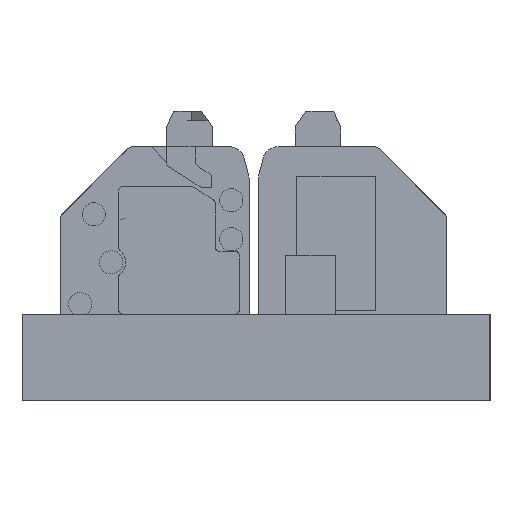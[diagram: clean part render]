
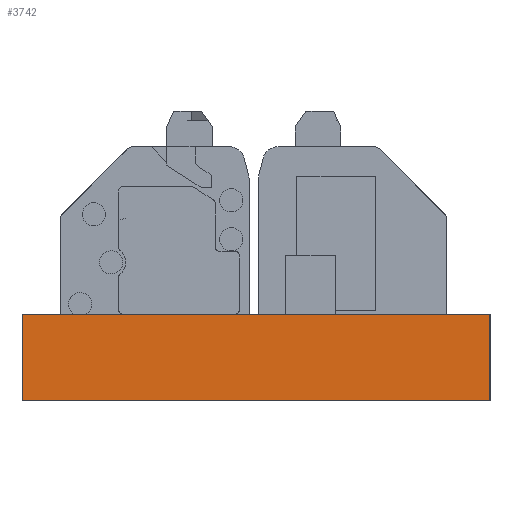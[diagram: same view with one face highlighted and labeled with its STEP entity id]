
A CAD part, left-side view. The second image highlights one B-rep face of the part: STEP entity #3742.
In plain terms, the highlighted planar face has unit normal (-1, 0, 0).
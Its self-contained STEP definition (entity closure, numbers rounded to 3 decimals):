
#3742=ADVANCED_FACE('',(#8191),#6322,.F.);
#6322=PLANE('',#51622);
#8191=FACE_OUTER_BOUND('',#10742,.T.);
#10742=EDGE_LOOP('',(#13657,#13658,#13659,#13660));
#13657=ORIENTED_EDGE('',*,*,#32899,.T.);
#13658=ORIENTED_EDGE('',*,*,#32900,.T.);
#13659=ORIENTED_EDGE('',*,*,#32901,.F.);
#13660=ORIENTED_EDGE('',*,*,#32902,.F.);
#28041=VERTEX_POINT('',#69943);
#28042=VERTEX_POINT('',#69944);
#28043=VERTEX_POINT('',#69946);
#28044=VERTEX_POINT('',#69948);
#32899=EDGE_CURVE('',#28041,#28042,#40124,.T.);
#32900=EDGE_CURVE('',#28042,#28043,#40125,.T.);
#32901=EDGE_CURVE('',#28044,#28043,#40126,.T.);
#32902=EDGE_CURVE('',#28041,#28044,#40127,.T.);
#40124=LINE('',#69942,#45928);
#40125=LINE('',#69945,#45929);
#40126=LINE('',#69947,#45930);
#40127=LINE('',#69949,#45931);
#45928=VECTOR('',#55835,1.);
#45929=VECTOR('',#55836,1.);
#45930=VECTOR('',#55837,1.);
#45931=VECTOR('',#55838,1.);
#51622=AXIS2_PLACEMENT_3D('',#69950,#55839,#55840);
#55835=DIRECTION('',(0.,0.,-1.));
#55836=DIRECTION('',(0.,-1.,0.));
#55837=DIRECTION('',(0.,0.,-1.));
#55838=DIRECTION('',(0.,-1.,0.));
#55839=DIRECTION('',(1.,0.,0.));
#55840=DIRECTION('',(0.,0.,-1.));
#69942=CARTESIAN_POINT('',(309.9,-197.216,4.));
#69943=CARTESIAN_POINT('',(309.9,-197.216,4.5));
#69944=CARTESIAN_POINT('',(309.9,-197.216,-1.1));
#69945=CARTESIAN_POINT('',(309.9,-197.316,-1.1));
#69946=CARTESIAN_POINT('',(309.9,-227.416,-1.1));
#69947=CARTESIAN_POINT('',(309.9,-227.416,4.));
#69948=CARTESIAN_POINT('',(309.9,-227.416,4.5));
#69949=CARTESIAN_POINT('',(309.9,-197.316,4.5));
#69950=CARTESIAN_POINT('',(309.9,-197.316,4.));
